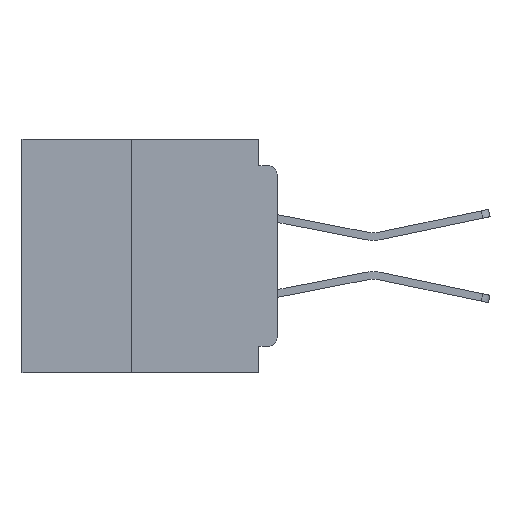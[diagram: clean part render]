
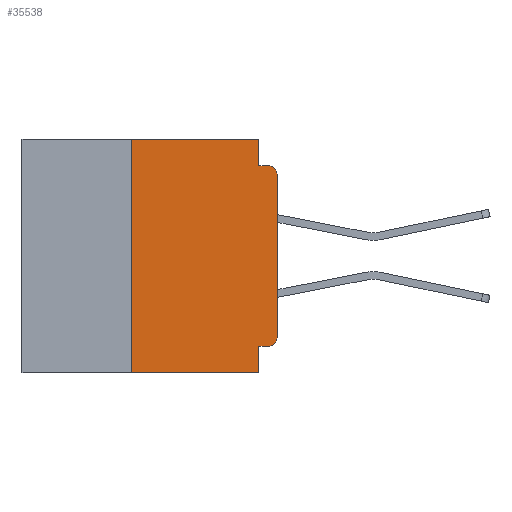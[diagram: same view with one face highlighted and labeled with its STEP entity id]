
A CAD part, left-side view. The second image highlights one B-rep face of the part: STEP entity #35538.
In plain terms, the highlighted planar face has unit normal (-1, 0, 0).
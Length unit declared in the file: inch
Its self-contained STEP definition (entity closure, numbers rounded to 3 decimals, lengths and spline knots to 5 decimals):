
#704 = CARTESIAN_POINT ( 'NONE',  ( 0., 0.25, -0.4 ) ) ;
#1203 = EDGE_CURVE ( 'NONE', #48741, #25146, #36899, .T. ) ;
#2086 = ORIENTED_EDGE ( 'NONE', *, *, #36646, .F. ) ;
#2321 = ORIENTED_EDGE ( 'NONE', *, *, #16006, .T. ) ;
#3116 = LINE ( 'NONE', #12272, #14376 ) ;
#3727 = DIRECTION ( 'NONE',  ( 0., 0., 1. ) ) ;
#3753 = DIRECTION ( 'NONE',  ( 0., 1., 0. ) ) ;
#4529 = VECTOR ( 'NONE', #18792, 39.37008 ) ;
#4999 = CARTESIAN_POINT ( 'NONE',  ( 0., 0., -0.34 ) ) ;
#5554 = ORIENTED_EDGE ( 'NONE', *, *, #40151, .T. ) ;
#5840 = VERTEX_POINT ( 'NONE', #35104 ) ;
#6392 = VECTOR ( 'NONE', #3753, 39.37008 ) ;
#7373 = VERTEX_POINT ( 'NONE', #41007 ) ;
#7579 = CARTESIAN_POINT ( 'NONE',  ( 0., 0., -0.045 ) ) ;
#7950 = DIRECTION ( 'NONE',  ( 0., -1., 0. ) ) ;
#9817 = EDGE_CURVE ( 'NONE', #50889, #25146, #38178, .T. ) ;
#11579 = DIRECTION ( 'NONE',  ( 0., 0., 1. ) ) ;
#12078 = CARTESIAN_POINT ( 'NONE',  ( 0., 0.031, -0.045 ) ) ;
#12272 = CARTESIAN_POINT ( 'NONE',  ( 0., 0.25, -0.4 ) ) ;
#13799 = CARTESIAN_POINT ( 'NONE',  ( 0., 0.437, -0.4 ) ) ;
#13902 = ORIENTED_EDGE ( 'NONE', *, *, #25863, .F. ) ;
#14376 = VECTOR ( 'NONE', #3727, 39.37008 ) ;
#16006 = EDGE_CURVE ( 'NONE', #27162, #48741, #31988, .T. ) ;
#18101 = AXIS2_PLACEMENT_3D ( 'NONE', #21013, #50151, #25261 ) ;
#18736 = CIRCLE ( 'NONE', #18101, 0.015 ) ;
#18792 = DIRECTION ( 'NONE',  ( 0., 0., -1. ) ) ;
#20241 = LINE ( 'NONE', #24773, #6392 ) ;
#20424 = DIRECTION ( 'NONE',  ( 1., 0., 0. ) ) ;
#20797 = VECTOR ( 'NONE', #11579, 39.37008 ) ;
#21013 = CARTESIAN_POINT ( 'NONE',  ( 0., 0.015, -0.34 ) ) ;
#21965 = ORIENTED_EDGE ( 'NONE', *, *, #35833, .T. ) ;
#22992 = LINE ( 'NONE', #41452, #43888 ) ;
#23236 = VECTOR ( 'NONE', #43033, 39.37008 ) ;
#24226 = VERTEX_POINT ( 'NONE', #51481 ) ;
#24467 = ORIENTED_EDGE ( 'NONE', *, *, #31007, .F. ) ;
#24552 = LINE ( 'NONE', #13799, #23236 ) ;
#24773 = CARTESIAN_POINT ( 'NONE',  ( 0., 0., -0.355 ) ) ;
#25146 = VERTEX_POINT ( 'NONE', #28549 ) ;
#25261 = DIRECTION ( 'NONE',  ( 0., 0., -1. ) ) ;
#25863 = EDGE_CURVE ( 'NONE', #30076, #27450, #20241, .T. ) ;
#26275 = AXIS2_PLACEMENT_3D ( 'NONE', #39833, #39829, #39617 ) ;
#26993 = CARTESIAN_POINT ( 'NONE',  ( 0., 0.015, -0.355 ) ) ;
#27162 = VERTEX_POINT ( 'NONE', #4999 ) ;
#27450 = VERTEX_POINT ( 'NONE', #48733 ) ;
#28525 = ORIENTED_EDGE ( 'NONE', *, *, #32237, .F. ) ;
#28549 = CARTESIAN_POINT ( 'NONE',  ( 0., 0.015, -0.045 ) ) ;
#30076 = VERTEX_POINT ( 'NONE', #26993 ) ;
#31007 = EDGE_CURVE ( 'NONE', #5840, #7373, #22992, .T. ) ;
#31265 = AXIS2_PLACEMENT_3D ( 'NONE', #45439, #20424, #49581 ) ;
#31716 = CARTESIAN_POINT ( 'NONE',  ( 0., 0.031, -0.4 ) ) ;
#31988 = LINE ( 'NONE', #36725, #20797 ) ;
#32237 = EDGE_CURVE ( 'NONE', #44804, #5840, #3116, .T. ) ;
#32938 = PLANE ( 'NONE',  #31265 ) ;
#35104 = CARTESIAN_POINT ( 'NONE',  ( 0., 0.25, 0. ) ) ;
#35538 = ADVANCED_FACE ( 'NONE', ( #47366 ), #32938, .F. ) ;
#35722 = ORIENTED_EDGE ( 'NONE', *, *, #42849, .F. ) ;
#35833 = EDGE_CURVE ( 'NONE', #44804, #24226, #24552, .T. ) ;
#36646 = EDGE_CURVE ( 'NONE', #27450, #24226, #47901, .T. ) ;
#36725 = CARTESIAN_POINT ( 'NONE',  ( 0., 0., 0. ) ) ;
#36899 = CIRCLE ( 'NONE', #26275, 0.015 ) ;
#36938 = VECTOR ( 'NONE', #52541, 39.37008 ) ;
#38178 = LINE ( 'NONE', #7579, #46565 ) ;
#39460 = CARTESIAN_POINT ( 'NONE',  ( 0., 0.031, 0. ) ) ;
#39617 = DIRECTION ( 'NONE',  ( 0., 0., -1. ) ) ;
#39829 = DIRECTION ( 'NONE',  ( -1., 0., 0. ) ) ;
#39833 = CARTESIAN_POINT ( 'NONE',  ( 0., 0.015, -0.06 ) ) ;
#40151 = EDGE_CURVE ( 'NONE', #30076, #27162, #18736, .T. ) ;
#41007 = CARTESIAN_POINT ( 'NONE',  ( 0., 0.031, 0. ) ) ;
#41081 = DIRECTION ( 'NONE',  ( 0., -1., 0. ) ) ;
#41452 = CARTESIAN_POINT ( 'NONE',  ( 0., 0.437, 0. ) ) ;
#42849 = EDGE_CURVE ( 'NONE', #7373, #50889, #45180, .T. ) ;
#43033 = DIRECTION ( 'NONE',  ( 0., -1., 0. ) ) ;
#43888 = VECTOR ( 'NONE', #7950, 39.37008 ) ;
#44804 = VERTEX_POINT ( 'NONE', #704 ) ;
#44825 = CARTESIAN_POINT ( 'NONE',  ( 0., 0., -0.06 ) ) ;
#45180 = LINE ( 'NONE', #39460, #4529 ) ;
#45439 = CARTESIAN_POINT ( 'NONE',  ( 0., 0.437, 0. ) ) ;
#46565 = VECTOR ( 'NONE', #41081, 39.37008 ) ;
#47366 = FACE_OUTER_BOUND ( 'NONE', #47813, .T. ) ;
#47813 = EDGE_LOOP ( 'NONE', ( #2321, #50051, #51110, #35722, #24467, #28525, #21965, #2086, #13902, #5554 ) ) ;
#47901 = LINE ( 'NONE', #31716, #36938 ) ;
#48733 = CARTESIAN_POINT ( 'NONE',  ( 0., 0.031, -0.355 ) ) ;
#48741 = VERTEX_POINT ( 'NONE', #44825 ) ;
#49581 = DIRECTION ( 'NONE',  ( 0., 0., -1. ) ) ;
#50051 = ORIENTED_EDGE ( 'NONE', *, *, #1203, .T. ) ;
#50151 = DIRECTION ( 'NONE',  ( -1., 0., 0. ) ) ;
#50889 = VERTEX_POINT ( 'NONE', #12078 ) ;
#51110 = ORIENTED_EDGE ( 'NONE', *, *, #9817, .F. ) ;
#51481 = CARTESIAN_POINT ( 'NONE',  ( 0., 0.031, -0.4 ) ) ;
#52541 = DIRECTION ( 'NONE',  ( 0., 0., -1. ) ) ;
